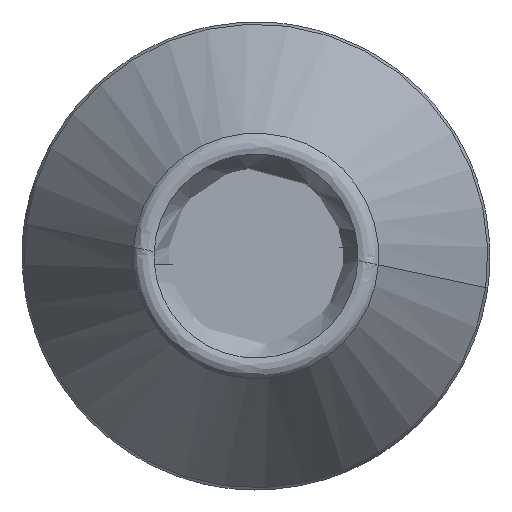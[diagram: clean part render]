
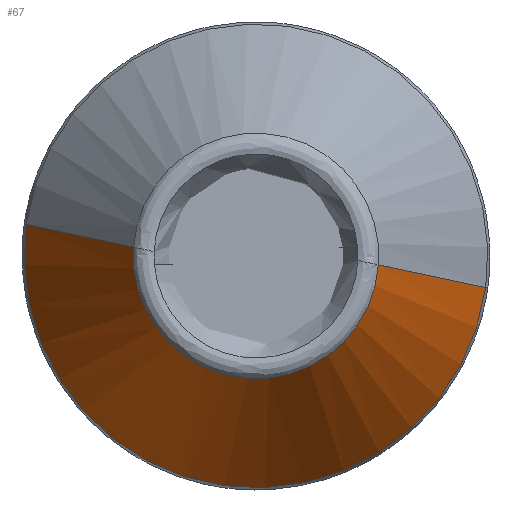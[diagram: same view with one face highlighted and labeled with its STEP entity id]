
A CAD part, left-side view. The second image highlights one B-rep face of the part: STEP entity #67.
In plain terms, the highlighted free-form (B-spline) face has degree [1, 3] with [2, 7] control points.
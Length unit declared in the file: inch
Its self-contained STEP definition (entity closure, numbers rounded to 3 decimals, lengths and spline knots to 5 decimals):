
#8 = CARTESIAN_POINT ( 'NONE',  ( 0., -0.24623, -0.01776 ) ) ;
#67 = ADVANCED_FACE ( 'NONE', ( #582 ), #751, .F. ) ;
#115 = CARTESIAN_POINT ( 'NONE',  ( 0.37737, 0.58893, -0.85999 ) ) ;
#146 = CARTESIAN_POINT ( 'NONE',  ( 0.37737, -0.46178, -0.06357 ) ) ;
#156 = CARTESIAN_POINT ( 'NONE',  ( 0., 0., 0. ) ) ;
#192 = CARTESIAN_POINT ( 'NONE',  ( 0.37737, -0.46178, -0.06357 ) ) ;
#207 = CARTESIAN_POINT ( 'NONE',  ( 0., 0.24623, 0.01776 ) ) ;
#236 = VERTEX_POINT ( 'NONE', #8 ) ;
#291 = EDGE_CURVE ( 'NONE', #1573, #236, #509, .T. ) ;
#308 = CARTESIAN_POINT ( 'NONE',  ( 0.37737, 0.46178, 0.06357 ) ) ;
#338 = CARTESIAN_POINT ( 'NONE',  ( 0., 0.24623, 0.01776 ) ) ;
#359 = CARTESIAN_POINT ( 'NONE',  ( 0.37737, 0.33464, 0.98714 ) ) ;
#386 = DIRECTION ( 'NONE',  ( 0., 0.991, 0.136 ) ) ;
#391 = ORIENTED_EDGE ( 'NONE', *, *, #411, .F. ) ;
#411 = EDGE_CURVE ( 'NONE', #782, #1196, #1013, .T. ) ;
#459 = CARTESIAN_POINT ( 'NONE',  ( 0., 0.21071, 0.51021 ) ) ;
#490 = CARTESIAN_POINT ( 'NONE',  ( 0., -0.24623, -0.01776 ) ) ;
#492 = ORIENTED_EDGE ( 'NONE', *, *, #291, .T. ) ;
#509 = B_SPLINE_CURVE_WITH_KNOTS ( 'NONE', 1,
 ( #192, #1430 ),
 .UNSPECIFIED., .F., .F.,
 ( 2, 2 ),
 ( 0., 1. ),
 .UNSPECIFIED. ) ;
#538 = DIRECTION ( 'NONE',  ( -1., 0., 0. ) ) ;
#582 = FACE_OUTER_BOUND ( 'NONE', #1395, .T. ) ;
#608 = CARTESIAN_POINT ( 'NONE',  ( 0.37737, 0.46178, 0.06357 ) ) ;
#734 = ORIENTED_EDGE ( 'NONE', *, *, #994, .F. ) ;
#735 = CARTESIAN_POINT ( 'NONE',  ( 0.37737, 0., 0. ) ) ;
#738 = CARTESIAN_POINT ( 'NONE',  ( 0., 0.24623, 0.01776 ) ) ;
#751 =( BOUNDED_SURFACE ( )  B_SPLINE_SURFACE ( 1, 3, ( 
 ( #608, #115, #964, #1106, #1609, #359, #1092 ),
 ( #338, #1084, #846, #490, #1579, #459, #207 ) ),
 .UNSPECIFIED., .F., .T., .T. ) 
 B_SPLINE_SURFACE_WITH_KNOTS ( ( 2, 2 ),
 ( 4, 3, 4 ),
 ( 0., 1. ),
 ( 0., 0.5, 1. ),
 .UNSPECIFIED. ) 
 GEOMETRIC_REPRESENTATION_ITEM ( )  RATIONAL_B_SPLINE_SURFACE ( (
 ( 1., 0.333, 0.333, 1., 0.333, 0.333, 1.),
 ( 1., 0.333, 0.333, 1., 0.333, 0.333, 1.) ) ) 
 REPRESENTATION_ITEM ( '' )  SURFACE ( )  );
#782 = VERTEX_POINT ( 'NONE', #308 ) ;
#846 = CARTESIAN_POINT ( 'NONE',  ( 0., -0.21071, -0.51021 ) ) ;
#908 = AXIS2_PLACEMENT_3D ( 'NONE', #735, #1269, #386 ) ;
#950 = ORIENTED_EDGE ( 'NONE', *, *, #1087, .F. ) ;
#963 = CARTESIAN_POINT ( 'NONE',  ( 0.37737, 0.46178, 0.06357 ) ) ;
#964 = CARTESIAN_POINT ( 'NONE',  ( 0.37737, -0.33464, -0.98714 ) ) ;
#994 = EDGE_CURVE ( 'NONE', #1573, #782, #1551, .T. ) ;
#1013 = B_SPLINE_CURVE_WITH_KNOTS ( 'NONE', 1,
 ( #963, #738 ),
 .UNSPECIFIED., .F., .F.,
 ( 2, 2 ),
 ( 0., 1. ),
 .UNSPECIFIED. ) ;
#1084 = CARTESIAN_POINT ( 'NONE',  ( 0., 0.28174, -0.4747 ) ) ;
#1087 = EDGE_CURVE ( 'NONE', #1196, #236, #1603, .T. ) ;
#1092 = CARTESIAN_POINT ( 'NONE',  ( 0.37737, 0.46178, 0.06357 ) ) ;
#1106 = CARTESIAN_POINT ( 'NONE',  ( 0.37737, -0.46178, -0.06357 ) ) ;
#1141 = AXIS2_PLACEMENT_3D ( 'NONE', #156, #538, #1388 ) ;
#1196 = VERTEX_POINT ( 'NONE', #1440 ) ;
#1269 = DIRECTION ( 'NONE',  ( 1., 0., 0. ) ) ;
#1388 = DIRECTION ( 'NONE',  ( 0., 0.997, 0.072 ) ) ;
#1395 = EDGE_LOOP ( 'NONE', ( #734, #492, #950, #391 ) ) ;
#1430 = CARTESIAN_POINT ( 'NONE',  ( 0., -0.24623, -0.01776 ) ) ;
#1440 = CARTESIAN_POINT ( 'NONE',  ( 0., 0.24623, 0.01776 ) ) ;
#1551 = CIRCLE ( 'NONE', #908, 0.46614 ) ;
#1573 = VERTEX_POINT ( 'NONE', #146 ) ;
#1579 = CARTESIAN_POINT ( 'NONE',  ( 0., -0.28174, 0.4747 ) ) ;
#1603 = CIRCLE ( 'NONE', #1141, 0.24687 ) ;
#1609 = CARTESIAN_POINT ( 'NONE',  ( 0.37737, -0.58893, 0.85999 ) ) ;
